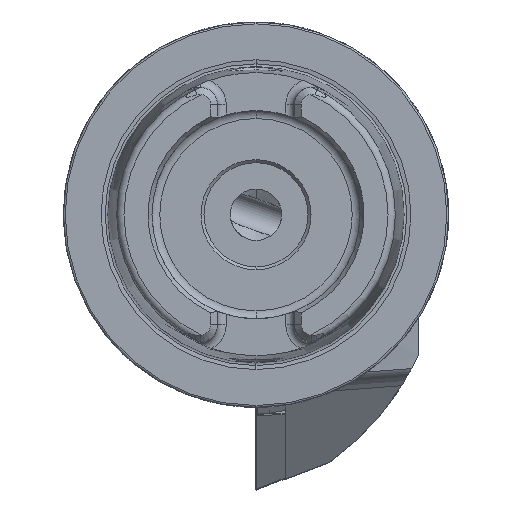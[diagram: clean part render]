
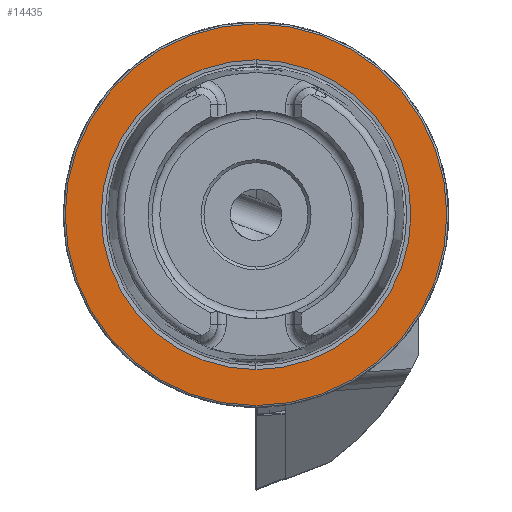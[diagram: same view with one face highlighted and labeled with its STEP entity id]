
A CAD part, left-side view. The second image highlights one B-rep face of the part: STEP entity #14435.
In plain terms, the highlighted planar face has unit normal (-1, 0, 0).
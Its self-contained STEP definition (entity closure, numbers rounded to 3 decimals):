
#278 = DIRECTION ( 'NONE',  ( -1., 0., 0. ) ) ;
#296 = CARTESIAN_POINT ( 'NONE',  ( 0., 31.2, 0. ) ) ;
#329 = CARTESIAN_POINT ( 'NONE',  ( 0., 0., 31.2 ) ) ;
#490 = CIRCLE ( 'NONE', #11631, 31.2 ) ;
#546 = CARTESIAN_POINT ( 'NONE',  ( 0., 0., 25.324 ) ) ;
#868 = ORIENTED_EDGE ( 'NONE', *, *, #11254, .F. ) ;
#1011 = EDGE_LOOP ( 'NONE', ( #12934, #868 ) ) ;
#1592 = DIRECTION ( 'NONE',  ( 0., 0., -1. ) ) ;
#1745 = DIRECTION ( 'NONE',  ( -1., 0., 0. ) ) ;
#3057 = CARTESIAN_POINT ( 'NONE',  ( 0., 0., 0. ) ) ;
#3164 = DIRECTION ( 'NONE',  ( -1., 0., 0. ) ) ;
#3267 = DIRECTION ( 'NONE',  ( 0., 0., 1. ) ) ;
#4384 = DIRECTION ( 'NONE',  ( 0., 0., 1. ) ) ;
#4824 = VERTEX_POINT ( 'NONE', #329 ) ;
#5425 = AXIS2_PLACEMENT_3D ( 'NONE', #3057, #278, #9625 ) ;
#5571 = VERTEX_POINT ( 'NONE', #8959 ) ;
#5944 = DIRECTION ( 'NONE',  ( -1., 0., 0. ) ) ;
#7285 = EDGE_LOOP ( 'NONE', ( #15308, #14850 ) ) ;
#7332 = VERTEX_POINT ( 'NONE', #546 ) ;
#8414 = CIRCLE ( 'NONE', #12801, 25.324 ) ;
#8649 = CARTESIAN_POINT ( 'NONE',  ( 0., 0., 0. ) ) ;
#8857 = EDGE_CURVE ( 'NONE', #7332, #10560, #12671, .T. ) ;
#8894 = CARTESIAN_POINT ( 'NONE',  ( 0., 0., -25.324 ) ) ;
#8959 = CARTESIAN_POINT ( 'NONE',  ( 0., 0., -31.2 ) ) ;
#9250 = AXIS2_PLACEMENT_3D ( 'NONE', #15258, #1745, #3267 ) ;
#9520 = PLANE ( 'NONE',  #15524 ) ;
#9625 = DIRECTION ( 'NONE',  ( 0., 0., 1. ) ) ;
#9675 = FACE_OUTER_BOUND ( 'NONE', #7285, .T. ) ;
#10046 = DIRECTION ( 'NONE',  ( 0., 0., 1. ) ) ;
#10560 = VERTEX_POINT ( 'NONE', #8894 ) ;
#11254 = EDGE_CURVE ( 'NONE', #10560, #7332, #8414, .T. ) ;
#11631 = AXIS2_PLACEMENT_3D ( 'NONE', #8649, #5944, #10046 ) ;
#12671 = CIRCLE ( 'NONE', #5425, 25.324 ) ;
#12723 = EDGE_CURVE ( 'NONE', #4824, #5571, #17074, .T. ) ;
#12801 = AXIS2_PLACEMENT_3D ( 'NONE', #16578, #3164, #4384 ) ;
#12934 = ORIENTED_EDGE ( 'NONE', *, *, #8857, .F. ) ;
#13236 = FACE_BOUND ( 'NONE', #1011, .T. ) ;
#13563 = DIRECTION ( 'NONE',  ( 1., 0., 0. ) ) ;
#14435 = ADVANCED_FACE ( 'NONE', ( #13236, #9675 ), #9520, .F. ) ;
#14496 = EDGE_CURVE ( 'NONE', #5571, #4824, #490, .T. ) ;
#14850 = ORIENTED_EDGE ( 'NONE', *, *, #14496, .T. ) ;
#15258 = CARTESIAN_POINT ( 'NONE',  ( 0., 0., 0. ) ) ;
#15308 = ORIENTED_EDGE ( 'NONE', *, *, #12723, .T. ) ;
#15524 = AXIS2_PLACEMENT_3D ( 'NONE', #296, #13563, #1592 ) ;
#16578 = CARTESIAN_POINT ( 'NONE',  ( 0., 0., 0. ) ) ;
#17074 = CIRCLE ( 'NONE', #9250, 31.2 ) ;
